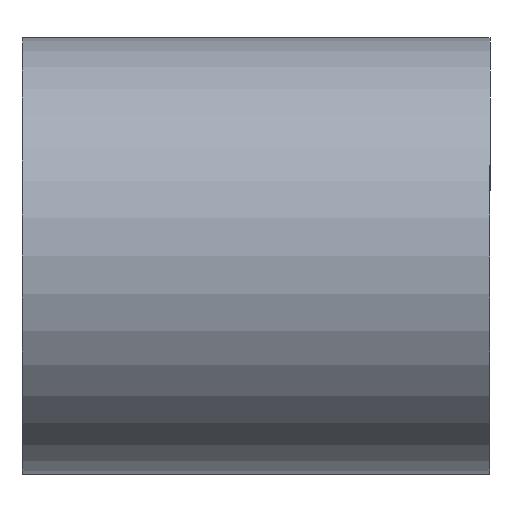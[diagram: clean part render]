
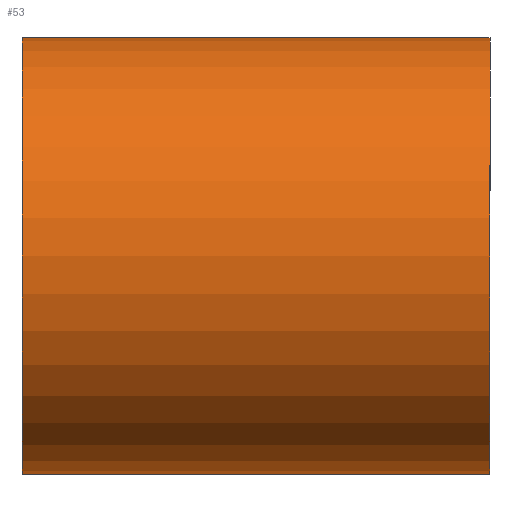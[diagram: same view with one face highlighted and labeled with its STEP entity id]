
A CAD part, front view. The second image highlights one B-rep face of the part: STEP entity #53.
In plain terms, the highlighted cylindrical face has radius 3.5 mm (diameter 7 mm), a full revolution.
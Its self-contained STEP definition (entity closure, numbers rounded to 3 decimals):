
#53=ADVANCED_FACE('',(#59,#61),#63,.T.);
#59=FACE_OUTER_BOUND('',#60,.T.);
#60=EDGE_LOOP('',(#113));
#61=FACE_OUTER_BOUND('',#62,.T.);
#62=EDGE_LOOP('',(#114));
#63=CYLINDRICAL_SURFACE('',#64,3.5);
#64=AXIS2_PLACEMENT_3D('',#65,#66,#67);
#65=CARTESIAN_POINT('',(0.,0.,0.));
#66=DIRECTION('',(1.,0.,0.));
#67=DIRECTION('',(0.,1.,0.));
#113=ORIENTED_EDGE('',*,*,#125,.F.);
#114=ORIENTED_EDGE('',*,*,#126,.F.);
#125=EDGE_CURVE('',#131,#131,#132,.T.);
#126=EDGE_CURVE('',#133,#133,#134,.T.);
#131=VERTEX_POINT('',#143);
#132=CIRCLE('',#144,3.5);
#133=VERTEX_POINT('',#148);
#134=CIRCLE('',#149,3.5);
#143=CARTESIAN_POINT('',(3.5,3.5,0.));
#144=AXIS2_PLACEMENT_3D('',#145,#146,#147);
#145=CARTESIAN_POINT('',(3.5,0.,0.));
#146=DIRECTION('',(1.,0.,0.));
#147=DIRECTION('',(0.,1.,0.));
#148=CARTESIAN_POINT('',(-4.,3.5,0.));
#149=AXIS2_PLACEMENT_3D('',#150,#151,#152);
#150=CARTESIAN_POINT('',(-4.,0.,0.));
#151=DIRECTION('',(-1.,0.,0.));
#152=DIRECTION('',(0.,1.,0.));
